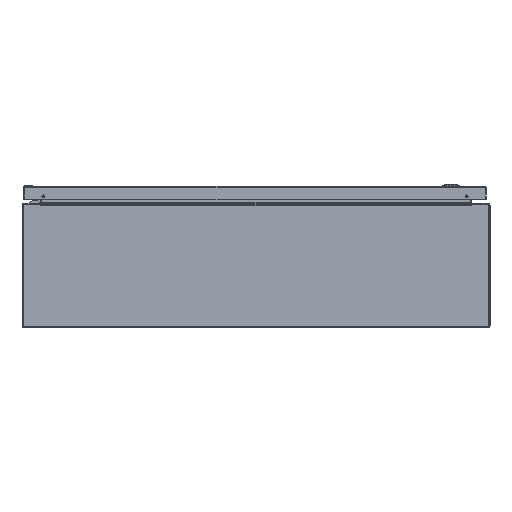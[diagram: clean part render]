
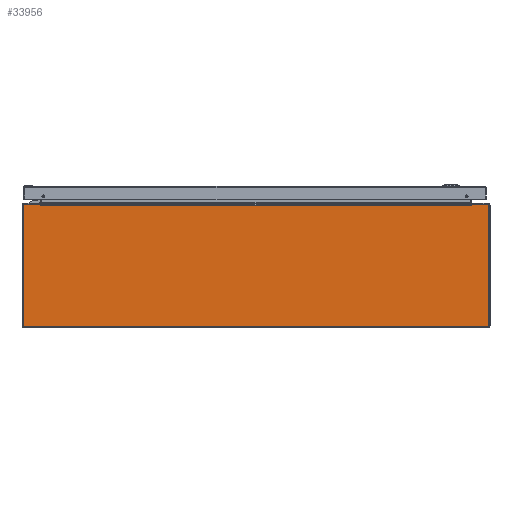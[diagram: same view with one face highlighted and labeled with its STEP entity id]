
A CAD part, front view. The second image highlights one B-rep face of the part: STEP entity #33956.
In plain terms, the highlighted planar face has unit normal (0, -1, 0).
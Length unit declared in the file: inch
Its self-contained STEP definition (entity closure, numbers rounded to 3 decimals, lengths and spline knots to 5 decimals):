
#1873 = CARTESIAN_POINT ( 'NONE',  ( 14.857, -21., -3.857 ) ) ;
#2867 = DIRECTION ( 'NONE',  ( 0., 0., -1. ) ) ;
#4296 = EDGE_CURVE ( 'NONE', #66849, #121542, #23670, .T. ) ;
#4781 = CIRCLE ( 'NONE', #94320, 0.08 ) ;
#6866 = LINE ( 'NONE', #191637, #97905 ) ;
#7641 = ORIENTED_EDGE ( 'NONE', *, *, #171960, .F. ) ;
#8619 = AXIS2_PLACEMENT_3D ( 'NONE', #1873, #96047, #2867 ) ;
#8695 = DIRECTION ( 'NONE',  ( 1., 0., 0. ) ) ;
#13136 = EDGE_CURVE ( 'NONE', #174969, #112653, #4781, .T. ) ;
#13348 = VECTOR ( 'NONE', #112991, 39.37008 ) ;
#15443 = VERTEX_POINT ( 'NONE', #79147 ) ;
#21271 = CARTESIAN_POINT ( 'NONE',  ( 13.798, -21., 3.883 ) ) ;
#22321 = EDGE_CURVE ( 'NONE', #153876, #155005, #56491, .T. ) ;
#23670 = LINE ( 'NONE', #146166, #145362 ) ;
#27808 = VERTEX_POINT ( 'NONE', #21271 ) ;
#29640 = CIRCLE ( 'NONE', #39392, 0.08 ) ;
#31948 = ORIENTED_EDGE ( 'NONE', *, *, #13136, .F. ) ;
#32543 = CARTESIAN_POINT ( 'NONE',  ( 0., -21., 3.883 ) ) ;
#33820 = EDGE_CURVE ( 'NONE', #155005, #15443, #192639, .T. ) ;
#33956 = ADVANCED_FACE ( 'NONE', ( #162141 ), #176297, .T. ) ;
#37159 = ORIENTED_EDGE ( 'NONE', *, *, #197780, .F. ) ;
#38141 = VERTEX_POINT ( 'NONE', #164626 ) ;
#39008 = DIRECTION ( 'NONE',  ( 0., 0., -1. ) ) ;
#39392 = AXIS2_PLACEMENT_3D ( 'NONE', #187081, #63410, #98532 ) ;
#39928 = ORIENTED_EDGE ( 'NONE', *, *, #22321, .F. ) ;
#45064 = EDGE_CURVE ( 'NONE', #140230, #27808, #6866, .T. ) ;
#45638 = DIRECTION ( 'NONE',  ( -0.174, 0., -0.985 ) ) ;
#48501 = VERTEX_POINT ( 'NONE', #98814 ) ;
#48641 = LINE ( 'NONE', #143091, #91336 ) ;
#50387 = VECTOR ( 'NONE', #193583, 39.37008 ) ;
#51663 = CARTESIAN_POINT ( 'NONE',  ( -13.80579, -21., 3.883 ) ) ;
#54444 = ORIENTED_EDGE ( 'NONE', *, *, #198022, .T. ) ;
#54912 = CARTESIAN_POINT ( 'NONE',  ( 0., -21., -3.937 ) ) ;
#56491 = CIRCLE ( 'NONE', #8619, 0.08 ) ;
#59376 = ORIENTED_EDGE ( 'NONE', *, *, #178147, .F. ) ;
#60881 = CARTESIAN_POINT ( 'NONE',  ( 14.937, -21., -3.857 ) ) ;
#61671 = LINE ( 'NONE', #164253, #108065 ) ;
#62733 = VECTOR ( 'NONE', #192602, 39.37008 ) ;
#63410 = DIRECTION ( 'NONE',  ( 0., 1., 0. ) ) ;
#64407 = CARTESIAN_POINT ( 'NONE',  ( 14.937, -21., 3.857 ) ) ;
#66184 = AXIS2_PLACEMENT_3D ( 'NONE', #160545, #176667, #39008 ) ;
#66286 = DIRECTION ( 'NONE',  ( 0., 0., -1. ) ) ;
#66849 = VERTEX_POINT ( 'NONE', #152465 ) ;
#67002 = VECTOR ( 'NONE', #158147, 39.37008 ) ;
#68908 = LINE ( 'NONE', #191635, #62733 ) ;
#71729 = CARTESIAN_POINT ( 'NONE',  ( 14.857, -21., -3.937 ) ) ;
#75782 = ORIENTED_EDGE ( 'NONE', *, *, #33820, .F. ) ;
#77773 = DIRECTION ( 'NONE',  ( 0., 0., -1. ) ) ;
#79147 = CARTESIAN_POINT ( 'NONE',  ( -14.857, -21., -3.937 ) ) ;
#86672 = CARTESIAN_POINT ( 'NONE',  ( -13.8136, -21., 3.883 ) ) ;
#91336 = VECTOR ( 'NONE', #173236, 39.37008 ) ;
#92190 = ORIENTED_EDGE ( 'NONE', *, *, #180344, .T. ) ;
#94320 = AXIS2_PLACEMENT_3D ( 'NONE', #112536, #177535, #66286 ) ;
#96047 = DIRECTION ( 'NONE',  ( 0., 1., 0. ) ) ;
#97905 = VECTOR ( 'NONE', #196537, 39.37008 ) ;
#98532 = DIRECTION ( 'NONE',  ( 0., 0., -1. ) ) ;
#98814 = CARTESIAN_POINT ( 'NONE',  ( -13.798, -21., 3.883 ) ) ;
#101407 = EDGE_LOOP ( 'NONE', ( #142223, #31948, #7641, #114125, #75782, #39928, #59376, #37159, #126848, #54444, #159636, #92190, #135624, #111596 ) ) ;
#107325 = VECTOR ( 'NONE', #143966, 39.37008 ) ;
#108065 = VECTOR ( 'NONE', #45638, 39.37008 ) ;
#109887 = EDGE_CURVE ( 'NONE', #116342, #48501, #157253, .T. ) ;
#111596 = ORIENTED_EDGE ( 'NONE', *, *, #168322, .F. ) ;
#112026 = DIRECTION ( 'NONE',  ( 0., -1., 0. ) ) ;
#112536 = CARTESIAN_POINT ( 'NONE',  ( -14.857, -21., 3.857 ) ) ;
#112653 = VERTEX_POINT ( 'NONE', #116508 ) ;
#112991 = DIRECTION ( 'NONE',  ( 1., 0., 0. ) ) ;
#113009 = CARTESIAN_POINT ( 'NONE',  ( 0., -21., 0. ) ) ;
#114125 = ORIENTED_EDGE ( 'NONE', *, *, #142906, .F. ) ;
#114601 = EDGE_CURVE ( 'NONE', #112653, #122385, #68908, .T. ) ;
#116342 = VERTEX_POINT ( 'NONE', #86672 ) ;
#116508 = CARTESIAN_POINT ( 'NONE',  ( -14.857, -21., 3.937 ) ) ;
#121542 = VERTEX_POINT ( 'NONE', #151453 ) ;
#122385 = VERTEX_POINT ( 'NONE', #168266 ) ;
#123636 = VERTEX_POINT ( 'NONE', #64407 ) ;
#124877 = CARTESIAN_POINT ( 'NONE',  ( 13.8136, -21., 3.883 ) ) ;
#126848 = ORIENTED_EDGE ( 'NONE', *, *, #4296, .F. ) ;
#128917 = LINE ( 'NONE', #172182, #67002 ) ;
#130958 = DIRECTION ( 'NONE',  ( 0., 0., -1. ) ) ;
#135624 = ORIENTED_EDGE ( 'NONE', *, *, #109887, .F. ) ;
#136744 = CIRCLE ( 'NONE', #66184, 0.08 ) ;
#140230 = VERTEX_POINT ( 'NONE', #124877 ) ;
#141364 = CARTESIAN_POINT ( 'NONE',  ( -14.937, -21., 3.857 ) ) ;
#142223 = ORIENTED_EDGE ( 'NONE', *, *, #114601, .F. ) ;
#142906 = EDGE_CURVE ( 'NONE', #15443, #38141, #29640, .T. ) ;
#143091 = CARTESIAN_POINT ( 'NONE',  ( -13.81836, -21., 3.91 ) ) ;
#143966 = DIRECTION ( 'NONE',  ( -1., 0., 0. ) ) ;
#145362 = VECTOR ( 'NONE', #8695, 39.37008 ) ;
#146166 = CARTESIAN_POINT ( 'NONE',  ( 0., -21., 3.937 ) ) ;
#151453 = CARTESIAN_POINT ( 'NONE',  ( 14.857, -21., 3.937 ) ) ;
#152465 = CARTESIAN_POINT ( 'NONE',  ( 13.82312, -21., 3.937 ) ) ;
#153876 = VERTEX_POINT ( 'NONE', #60881 ) ;
#155005 = VERTEX_POINT ( 'NONE', #71729 ) ;
#157253 = LINE ( 'NONE', #51663, #13348 ) ;
#158147 = DIRECTION ( 'NONE',  ( 0., 0., 1. ) ) ;
#159636 = ORIENTED_EDGE ( 'NONE', *, *, #45064, .T. ) ;
#160545 = CARTESIAN_POINT ( 'NONE',  ( 14.857, -21., 3.857 ) ) ;
#162141 = FACE_OUTER_BOUND ( 'NONE', #101407, .T. ) ;
#164253 = CARTESIAN_POINT ( 'NONE',  ( 13.81836, -21., 3.91 ) ) ;
#164626 = CARTESIAN_POINT ( 'NONE',  ( -14.937, -21., -3.857 ) ) ;
#168266 = CARTESIAN_POINT ( 'NONE',  ( -13.82312, -21., 3.937 ) ) ;
#168322 = EDGE_CURVE ( 'NONE', #122385, #116342, #48641, .T. ) ;
#168650 = VECTOR ( 'NONE', #77773, 39.37008 ) ;
#169236 = LINE ( 'NONE', #185302, #168650 ) ;
#171960 = EDGE_CURVE ( 'NONE', #38141, #174969, #128917, .T. ) ;
#172182 = CARTESIAN_POINT ( 'NONE',  ( -14.937, -21., 0. ) ) ;
#173236 = DIRECTION ( 'NONE',  ( 0.174, 0., -0.985 ) ) ;
#174969 = VERTEX_POINT ( 'NONE', #141364 ) ;
#176297 = PLANE ( 'NONE',  #182081 ) ;
#176667 = DIRECTION ( 'NONE',  ( 0., 1., 0. ) ) ;
#177535 = DIRECTION ( 'NONE',  ( 0., 1., 0. ) ) ;
#178147 = EDGE_CURVE ( 'NONE', #123636, #153876, #169236, .T. ) ;
#180344 = EDGE_CURVE ( 'NONE', #27808, #48501, #187264, .T. ) ;
#182081 = AXIS2_PLACEMENT_3D ( 'NONE', #113009, #112026, #130958 ) ;
#185302 = CARTESIAN_POINT ( 'NONE',  ( 14.937, -21., 0. ) ) ;
#187081 = CARTESIAN_POINT ( 'NONE',  ( -14.857, -21., -3.857 ) ) ;
#187264 = LINE ( 'NONE', #32543, #107325 ) ;
#191635 = CARTESIAN_POINT ( 'NONE',  ( 0., -21., 3.937 ) ) ;
#191637 = CARTESIAN_POINT ( 'NONE',  ( 13.80579, -21., 3.883 ) ) ;
#192602 = DIRECTION ( 'NONE',  ( 1., 0., 0. ) ) ;
#192639 = LINE ( 'NONE', #54912, #50387 ) ;
#193583 = DIRECTION ( 'NONE',  ( -1., 0., 0. ) ) ;
#196537 = DIRECTION ( 'NONE',  ( -1., 0., 0. ) ) ;
#197780 = EDGE_CURVE ( 'NONE', #121542, #123636, #136744, .T. ) ;
#198022 = EDGE_CURVE ( 'NONE', #66849, #140230, #61671, .T. ) ;
